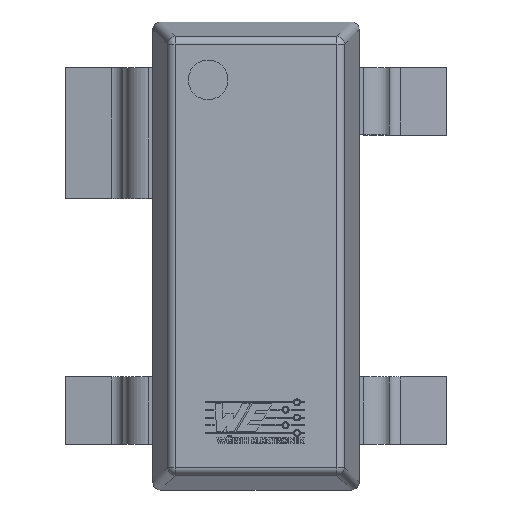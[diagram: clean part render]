
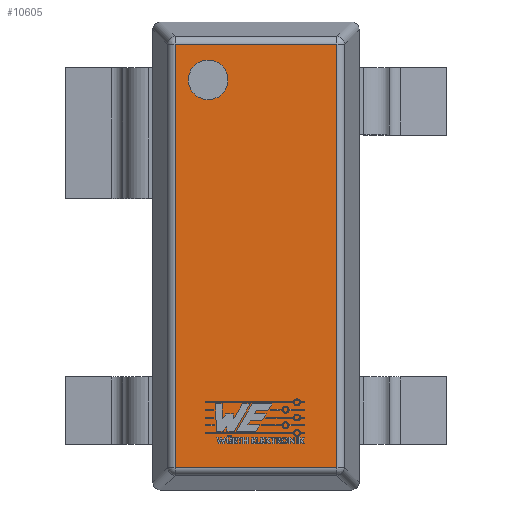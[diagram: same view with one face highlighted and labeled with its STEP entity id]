
A CAD part, top view. The second image highlights one B-rep face of the part: STEP entity #10605.
In plain terms, the highlighted planar face has unit normal (0, 0, 1).
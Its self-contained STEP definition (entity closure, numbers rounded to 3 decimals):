
#247=PLANE('',#11417);
#770=FACE_OUTER_BOUND('',#1366,.T.);
#1366=EDGE_LOOP('',(#7538,#7539,#7540,#7541));
#1959=LINE('',#14552,#3243);
#1961=LINE('',#14562,#3245);
#1967=LINE('',#14581,#3251);
#1969=LINE('',#14584,#3253);
#3243=VECTOR('',#12043,10.);
#3245=VECTOR('',#12055,10.);
#3251=VECTOR('',#12077,10.);
#3253=VECTOR('',#12081,10.);
#4793=VERTEX_POINT('',#14529);
#4798=VERTEX_POINT('',#14542);
#4800=VERTEX_POINT('',#14554);
#4806=VERTEX_POINT('',#14571);
#5854=EDGE_CURVE('',#4793,#4798,#1959,.T.);
#5859=EDGE_CURVE('',#4800,#4793,#1961,.T.);
#5869=EDGE_CURVE('',#4798,#4806,#1967,.T.);
#5871=EDGE_CURVE('',#4806,#4800,#1969,.T.);
#7538=ORIENTED_EDGE('',*,*,#5854,.F.);
#7539=ORIENTED_EDGE('',*,*,#5859,.F.);
#7540=ORIENTED_EDGE('',*,*,#5871,.F.);
#7541=ORIENTED_EDGE('',*,*,#5869,.F.);
#10605=ADVANCED_FACE('',(#770),#247,.T.);
#11417=AXIS2_PLACEMENT_3D('',#14640,#12148,#12149);
#12043=DIRECTION('',(0.,1.,0.));
#12055=DIRECTION('',(-1.,0.,0.));
#12077=DIRECTION('',(1.,0.,0.));
#12081=DIRECTION('',(0.,-1.,0.));
#12148=DIRECTION('center_axis',(0.,0.,1.));
#12149=DIRECTION('ref_axis',(1.,0.,0.));
#14529=CARTESIAN_POINT('',(-0.509,-1.334,1.15));
#14542=CARTESIAN_POINT('',(-0.509,1.334,1.15));
#14552=CARTESIAN_POINT('',(-0.509,0.369,1.15));
#14554=CARTESIAN_POINT('',(0.509,-1.334,1.15));
#14562=CARTESIAN_POINT('',(-0.163,-1.334,1.15));
#14571=CARTESIAN_POINT('',(0.509,1.334,1.15));
#14581=CARTESIAN_POINT('',(0.163,1.334,1.15));
#14584=CARTESIAN_POINT('',(0.509,-0.369,1.15));
#14640=CARTESIAN_POINT('Origin',(0.,0.,
1.15));
